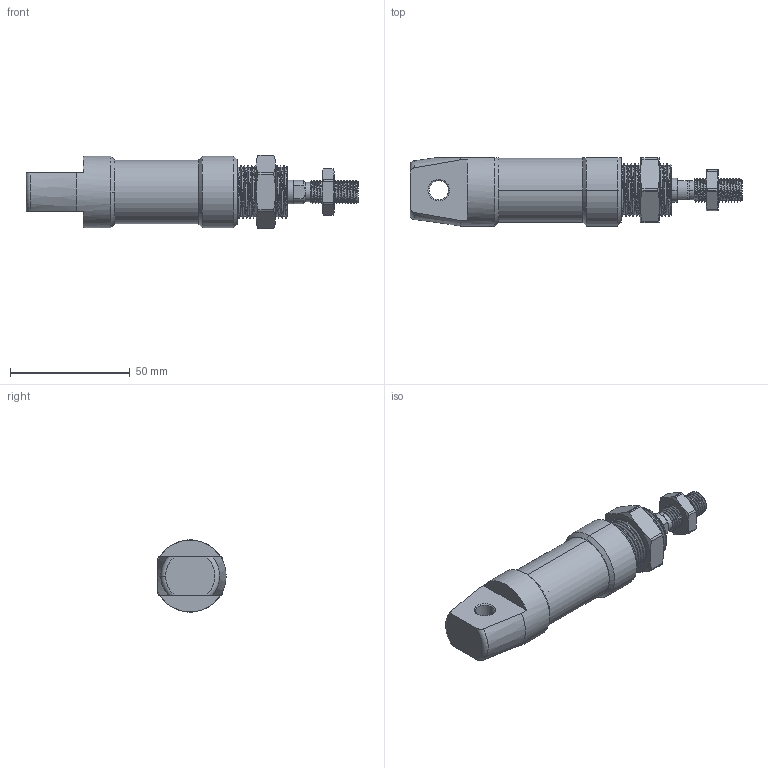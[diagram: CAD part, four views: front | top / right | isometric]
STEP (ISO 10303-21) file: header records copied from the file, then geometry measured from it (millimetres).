
FILE_DESCRIPTION (( 'STEP AP214' ), '1' );
FILE_NAME ('U025 0000 0106.STEP', '2021-04-28T06:30:34', ( '' ), ( '' ), 'SwSTEP 2.0', 'SolidWorks 2019', '' );
FILE_SCHEMA (( 'AUTOMOTIVE_DESIGN' ));
Length unit declared in the file: millimetre
Products named in the file (15): Leje_PAP1008P11; 9025-35-R_9025-35-35,2; Magnet_9325; Dæmpeskiver_9025-43; 9010-34_9010-34-0; U025 0000 0106; Bolt-DIN912_M6x20; Halsmøtrik_U1902502; Stempeltætning_Z82519P5007; Stempelstangsmøtrik_U1903030; Oring_ORING 22 X 1; 1025-01_1025-01; 1025-06; Afstryger (12-25)_EL 1016N3582; 9025-36UB2
Assembly tree (18 placements, depth 2):
  U025 0000 0106
    1025-01_1025-01
    1025-06
    9010-34_9010-34-0
    9025-35-R_9025-35-35,2
    Afstryger (12-25)_EL 1016N3582
    9025-36UB2  x2
    Leje_PAP1008P11
    Stempeltætning_Z82519P5007  x2
    Magnet_9325
    Dæmpeskiver_9025-43  x2
    Oring_ORING 22 X 1  x2
    Bolt-DIN912_M6x20
    Halsmøtrik_U1902502
    Stempelstangsmøtrik_U1903030
Bounding box: 138.7 x 28.5 x 30.87 mm (x, y, z)
Volume: 51158.6 mm3; surface area: 36835.4 mm2
Topology: 18 solids, 18 shells, 575 faces, 1341 edges, 828 vertices
Faces by surface type: cylinder 250, cone 154, plane 99, torus 57, bspline 15
Entity records: 32503 total; most frequent: CARTESIAN_POINT 20930, ORIENTED_EDGE 2366, DIRECTION 2221, EDGE_CURVE 1183, AXIS2_PLACEMENT_3D 923, VERTEX_POINT 738, EDGE_LOOP 551, ADVANCED_FACE 498
